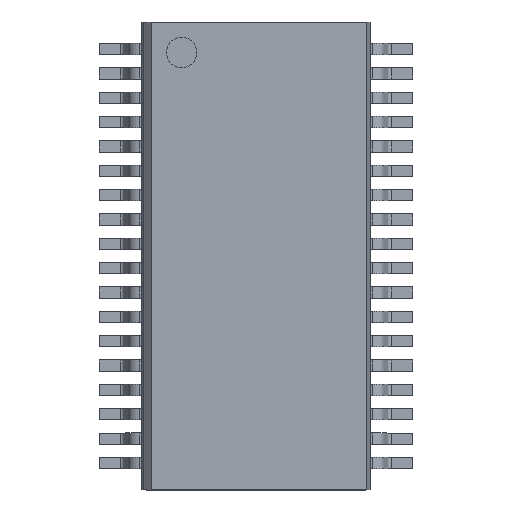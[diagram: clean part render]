
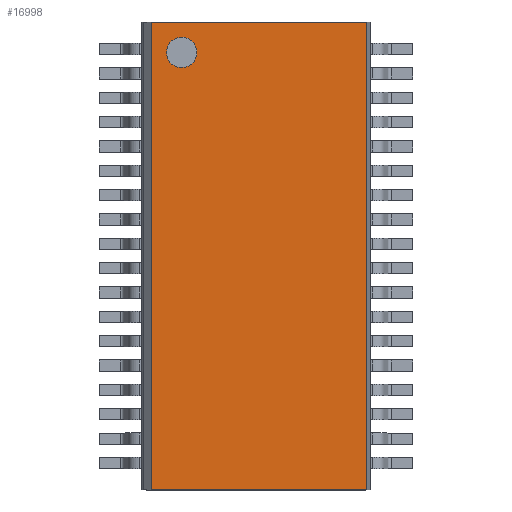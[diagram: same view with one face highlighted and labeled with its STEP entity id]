
A CAD part, top view. The second image highlights one B-rep face of the part: STEP entity #16998.
In plain terms, the highlighted planar face has unit normal (0, 0, 1).
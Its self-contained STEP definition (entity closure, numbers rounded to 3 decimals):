
#16819=CARTESIAN_POINT('',(-1.943,6.687,1.68));
#16820=VERTEX_POINT('',#16819);
#16829=CARTESIAN_POINT('',(-2.943,6.687,1.68));
#16830=VERTEX_POINT('',#16829);
#16831=CARTESIAN_POINT('',(-2.443,6.687,1.68));
#16832=DIRECTION('',(0.0,0.0,-1.0));
#16833=DIRECTION('',(1.0,0.0,0.0));
#16834=AXIS2_PLACEMENT_3D('',#16831,#16832,#16833);
#16835=CIRCLE('',#16834,0.5);
#16836=EDGE_CURVE('',#16830,#16820,#16835,.T.);
#16932=CARTESIAN_POINT('',(-3.443,-7.687,1.68));
#16933=VERTEX_POINT('',#16932);
#16940=CARTESIAN_POINT('',(-3.443,7.687,1.68));
#16941=VERTEX_POINT('',#16940);
#16942=CARTESIAN_POINT('',(-3.443,7.687,1.68));
#16943=DIRECTION('',(0.0,-1.0,0.0));
#16944=VECTOR('',#16943,15.375);
#16945=LINE('',#16942,#16944);
#16946=EDGE_CURVE('',#16941,#16933,#16945,.T.);
#16958=CARTESIAN_POINT('',(-3.443,8.988,1.68));
#16959=DIRECTION('',(0.0,0.0,1.0));
#16960=DIRECTION('',(1.0,0.0,0.0));
#16961=AXIS2_PLACEMENT_3D('',#16958,#16959,#16960);
#16962=PLANE('',#16961);
#16963=CARTESIAN_POINT('',(3.637,-7.687,1.68));
#16964=VERTEX_POINT('',#16963);
#16965=CARTESIAN_POINT('',(-3.443,-7.687,1.68));
#16966=DIRECTION('',(1.0,0.0,0.0));
#16967=VECTOR('',#16966,7.08);
#16968=LINE('',#16965,#16967);
#16969=EDGE_CURVE('',#16933,#16964,#16968,.T.);
#16970=ORIENTED_EDGE('',*,*,#16969,.T.);
#16971=CARTESIAN_POINT('',(3.637,7.687,1.68));
#16972=VERTEX_POINT('',#16971);
#16973=CARTESIAN_POINT('',(3.637,7.687,1.68));
#16974=DIRECTION('',(0.0,-1.0,0.0));
#16975=VECTOR('',#16974,15.375);
#16976=LINE('',#16973,#16975);
#16977=EDGE_CURVE('',#16972,#16964,#16976,.T.);
#16978=ORIENTED_EDGE('',*,*,#16977,.F.);
#16979=CARTESIAN_POINT('',(-3.443,7.687,1.68));
#16980=DIRECTION('',(1.0,0.0,0.0));
#16981=VECTOR('',#16980,7.08);
#16982=LINE('',#16979,#16981);
#16983=EDGE_CURVE('',#16941,#16972,#16982,.T.);
#16984=ORIENTED_EDGE('',*,*,#16983,.F.);
#16985=ORIENTED_EDGE('',*,*,#16946,.T.);
#16986=EDGE_LOOP('',(#16970,#16978,#16984,#16985));
#16987=FACE_OUTER_BOUND('',#16986,.T.);
#16988=CARTESIAN_POINT('',(-2.443,6.687,1.68));
#16989=DIRECTION('',(0.0,0.0,-1.0));
#16990=DIRECTION('',(1.0,0.0,0.0));
#16991=AXIS2_PLACEMENT_3D('',#16988,#16989,#16990);
#16992=CIRCLE('',#16991,0.5);
#16993=EDGE_CURVE('',#16820,#16830,#16992,.T.);
#16994=ORIENTED_EDGE('',*,*,#16993,.T.);
#16995=ORIENTED_EDGE('',*,*,#16836,.T.);
#16996=EDGE_LOOP('',(#16994,#16995));
#16997=FACE_BOUND('',#16996,.T.);
#16998=ADVANCED_FACE('',(#16987,#16997),#16962,.T.);
